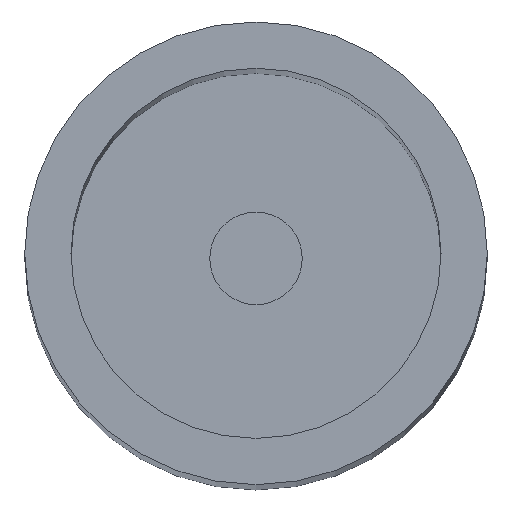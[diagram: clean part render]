
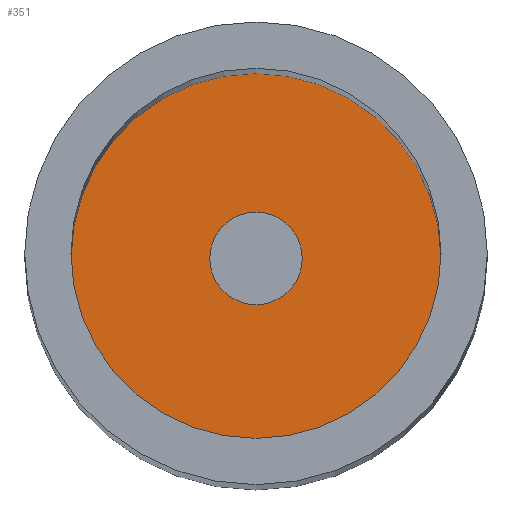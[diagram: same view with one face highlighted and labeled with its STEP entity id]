
A CAD part, top view. The second image highlights one B-rep face of the part: STEP entity #351.
In plain terms, the highlighted planar face has unit normal (0, 0, 1).
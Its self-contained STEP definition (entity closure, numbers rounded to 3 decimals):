
#11 = AXIS2_PLACEMENT_3D ( 'NONE', #495, #19, #507 ) ;
#12 = EDGE_CURVE ( 'NONE', #151, #102, #606, .T. ) ;
#19 = DIRECTION ( 'NONE',  ( 0., 0., 1. ) ) ;
#36 = DIRECTION ( 'NONE',  ( 0., 0., -1. ) ) ;
#54 = AXIS2_PLACEMENT_3D ( 'NONE', #184, #36, #317 ) ;
#64 = AXIS2_PLACEMENT_3D ( 'NONE', #75, #163, #114 ) ;
#75 = CARTESIAN_POINT ( 'NONE',  ( 0., 0., 51.3 ) ) ;
#78 = CARTESIAN_POINT ( 'NONE',  ( 0., 0., 51.3 ) ) ;
#84 = ORIENTED_EDGE ( 'NONE', *, *, #12, .T. ) ;
#91 = CARTESIAN_POINT ( 'NONE',  ( 0., 0., 51.3 ) ) ;
#93 = EDGE_LOOP ( 'NONE', ( #291, #84 ) ) ;
#102 = VERTEX_POINT ( 'NONE', #358 ) ;
#114 = DIRECTION ( 'NONE',  ( -1., 0., 0. ) ) ;
#128 = DIRECTION ( 'NONE',  ( 0., 0., 1. ) ) ;
#151 = VERTEX_POINT ( 'NONE', #579 ) ;
#160 = FACE_OUTER_BOUND ( 'NONE', #162, .T. ) ;
#162 = EDGE_LOOP ( 'NONE', ( #563, #482 ) ) ;
#163 = DIRECTION ( 'NONE',  ( 0., 0., -1. ) ) ;
#165 = CIRCLE ( 'NONE', #54, 3. ) ;
#179 = PLANE ( 'NONE',  #11 ) ;
#184 = CARTESIAN_POINT ( 'NONE',  ( 0., 0., 51.3 ) ) ;
#198 = CIRCLE ( 'NONE', #572, 12. ) ;
#199 = EDGE_CURVE ( 'NONE', #102, #151, #165, .T. ) ;
#219 = FACE_BOUND ( 'NONE', #93, .T. ) ;
#228 = CIRCLE ( 'NONE', #368, 12. ) ;
#229 = DIRECTION ( 'NONE',  ( 1., 0., 0. ) ) ;
#248 = EDGE_CURVE ( 'NONE', #535, #424, #228, .T. ) ;
#284 = CARTESIAN_POINT ( 'NONE',  ( -12., 0., 51.3 ) ) ;
#291 = ORIENTED_EDGE ( 'NONE', *, *, #199, .T. ) ;
#317 = DIRECTION ( 'NONE',  ( -1., 0., 0. ) ) ;
#351 = ADVANCED_FACE ( 'NONE', ( #160, #219 ), #179, .T. ) ;
#358 = CARTESIAN_POINT ( 'NONE',  ( -3., 0., 51.3 ) ) ;
#368 = AXIS2_PLACEMENT_3D ( 'NONE', #78, #128, #229 ) ;
#378 = DIRECTION ( 'NONE',  ( 0., 0., 1. ) ) ;
#424 = VERTEX_POINT ( 'NONE', #593 ) ;
#482 = ORIENTED_EDGE ( 'NONE', *, *, #248, .T. ) ;
#486 = EDGE_CURVE ( 'NONE', #424, #535, #198, .T. ) ;
#495 = CARTESIAN_POINT ( 'NONE',  ( 0., 0., 51.3 ) ) ;
#507 = DIRECTION ( 'NONE',  ( 1., 0., 0. ) ) ;
#521 = DIRECTION ( 'NONE',  ( 1., 0., 0. ) ) ;
#535 = VERTEX_POINT ( 'NONE', #284 ) ;
#563 = ORIENTED_EDGE ( 'NONE', *, *, #486, .T. ) ;
#572 = AXIS2_PLACEMENT_3D ( 'NONE', #91, #378, #521 ) ;
#579 = CARTESIAN_POINT ( 'NONE',  ( 3., 0., 51.3 ) ) ;
#593 = CARTESIAN_POINT ( 'NONE',  ( 12., 0., 51.3 ) ) ;
#606 = CIRCLE ( 'NONE', #64, 3. ) ;
